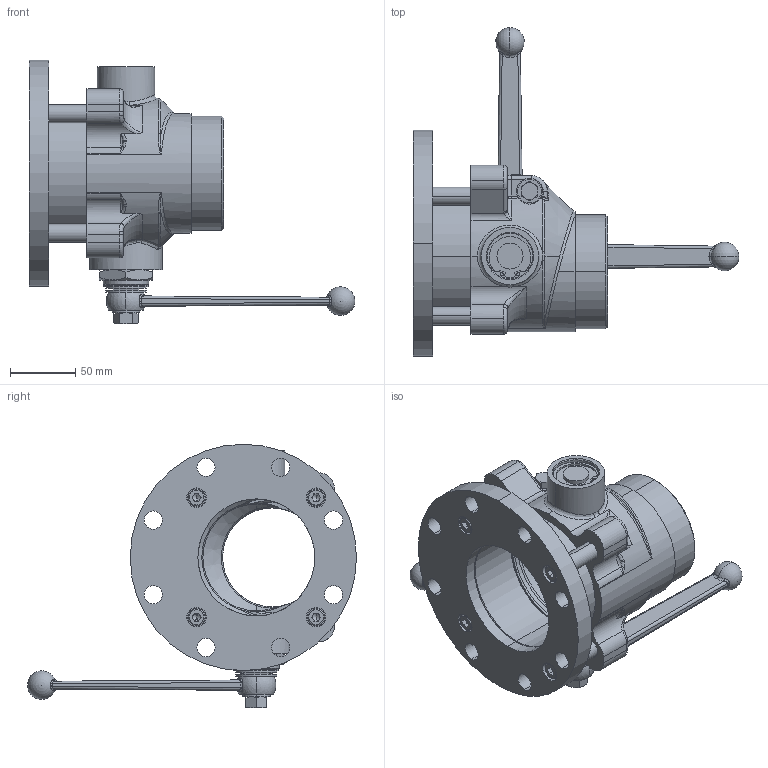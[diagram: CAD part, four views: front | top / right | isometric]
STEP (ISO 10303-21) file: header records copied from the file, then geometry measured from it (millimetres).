
FILE_DESCRIPTION (( 'STEP AP214' ), '1' );
FILE_NAME ('SGAT100GKL_251893.STEP', '2012-09-24T06:22:57', ( 'Admin2' ), ( '' ), 'SwSTEP 2.0', 'SolidWorks 2010', '' );
FILE_SCHEMA (( 'AUTOMOTIVE_DESIGN' ));
Length unit declared in the file: millimetre
Products named in the file (1): SGAT100GKL_251893
Bounding box: 250.5 x 252.96 x 202.6 mm (x, y, z)
Surface area: 198842.6 mm2 (no closed solid volume)
Topology: 0 solids, 35 shells, 863 faces, 2604 edges, 1714 vertices
Faces by surface type: plane 353, bspline 201, cylinder 173, torus 67, cone 58, sphere 11
Entity records: 51049 total; most frequent: CARTESIAN_POINT 21491, ORIENTED_EDGE 4482, DIRECTION 3982, EDGE_CURVE 2569, VERTEX_POINT 1702, VECTOR 1340, LINE 1340, AXIS2_PLACEMENT_3D 1321
